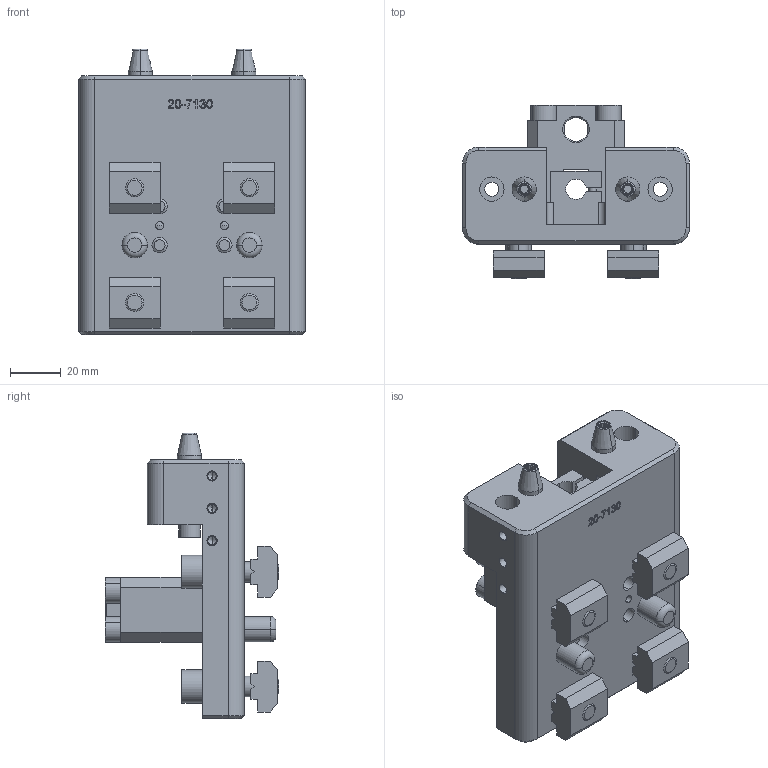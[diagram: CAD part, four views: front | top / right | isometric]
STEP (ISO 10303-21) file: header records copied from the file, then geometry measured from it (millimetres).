
FILE_DESCRIPTION (( 'STEP AP214' ), '1' );
FILE_NAME ('ATI-9120-TSS-MMB-7124.STEP', '2020-07-30T19:14:39', ( '' ), ( '' ), 'SwSTEP 2.0', 'SolidWorks 2020', '' );
FILE_SCHEMA (( 'AUTOMOTIVE_DESIGN' ));
Length unit declared in the file: inch
Products named in the file (1): ATI-9120-TSS-MMB-7124
Bounding box: 88.9 x 68.1 x 112.14 mm (x, y, z)
Volume: 229000.5 mm3; surface area: 61342.2 mm2
Topology: 1 solids, 13 shells, 679 faces, 1653 edges, 1072 vertices
Faces by surface type: plane 350, cylinder 191, cone 74, bspline 48, torus 12, sphere 4
Entity records: 22579 total; most frequent: CARTESIAN_POINT 6533, DIRECTION 3293, ORIENTED_EDGE 3274, EDGE_CURVE 1637, AXIS2_PLACEMENT_3D 1160, VERTEX_POINT 1072, VECTOR 973, LINE 973
